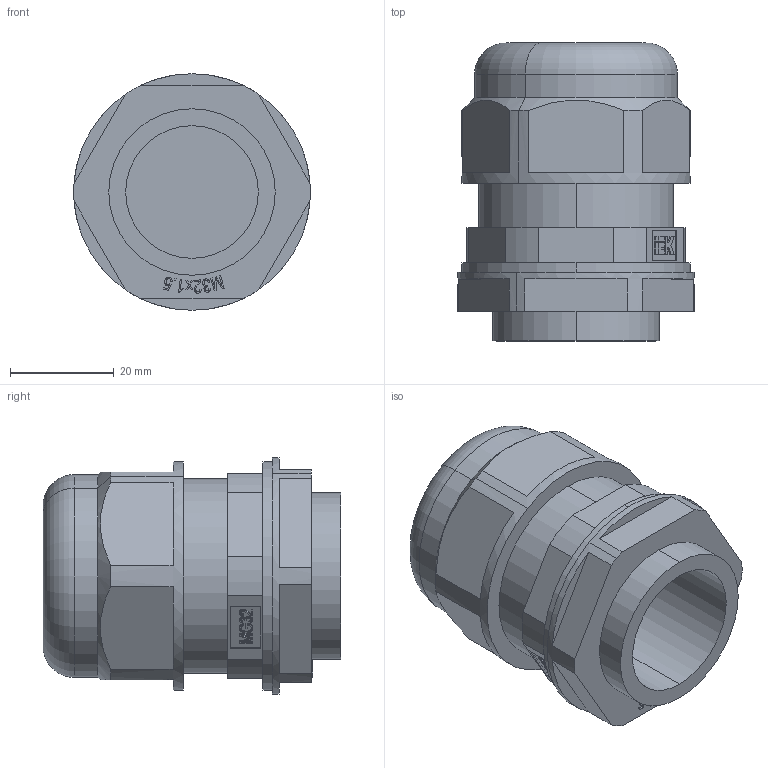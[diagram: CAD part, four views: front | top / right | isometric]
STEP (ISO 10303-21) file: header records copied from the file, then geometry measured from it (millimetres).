
FILE_DESCRIPTION (( 'STEP AP214' ), '1' );
FILE_NAME ('YSA10-25-32-68-K02 Ñàëüíèê MG 32 äèàìåòð ïðîâîäíèêà 16-24ìì IP68 ÈÝÊ.STEP', '2016-11-09T08:00:56', ( '' ), ( '' ), 'SwSTEP 2.0', 'SolidWorks 2014', '' );
FILE_SCHEMA (( 'AUTOMOTIVE_DESIGN' ));
Length unit declared in the file: millimetre
Products named in the file (1): YSA10-25-32-68-K02 Ñàëüíèê MG 32 äèàìåòð ïðîâîäíèêà 16-24ìì IP68 ÈÝÊ
Bounding box: 45.5 x 57.3 x 45.5 mm (x, y, z)
Volume: 38176.3 mm3; surface area: 29056.3 mm2
Topology: 5 solids, 5 shells, 339 faces, 908 edges, 602 vertices
Faces by surface type: plane 219, bspline 64, cylinder 38, cone 16, torus 2
Entity records: 17998 total; most frequent: CARTESIAN_POINT 6047, ORIENTED_EDGE 1816, DIRECTION 1454, EDGE_CURVE 908, VERTEX_POINT 602, LINE 598, VECTOR 598, AXIS2_PLACEMENT_3D 428
